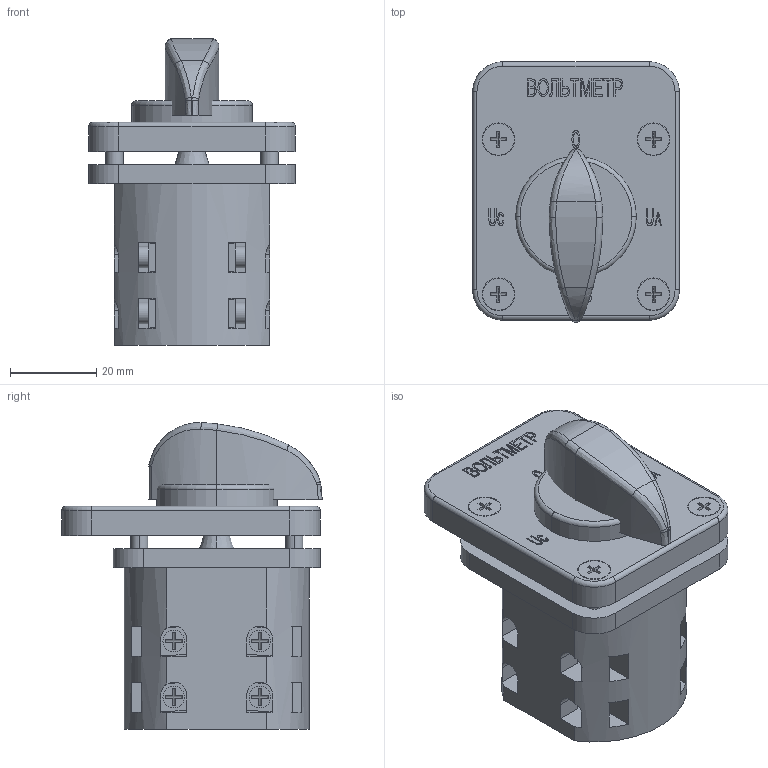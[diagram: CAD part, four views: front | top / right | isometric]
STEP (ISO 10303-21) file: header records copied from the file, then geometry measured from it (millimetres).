
FILE_DESCRIPTION (( 'STEP AP214' ), '1' );
FILE_NAME ('BCS14-010-4 Ïåðåêëþ÷àòåëü êóëà÷ê. ÏÊÏ10-44_O 10À Uc-O-Ua-Ub 4Ð_400Â.STEP', '2017-12-13T12:06:49', ( '' ), ( '' ), 'SwSTEP 2.0', 'SolidWorks 2014', '' );
FILE_SCHEMA (( 'AUTOMOTIVE_DESIGN' ));
Length unit declared in the file: millimetre
Products named in the file (1): BCS14-010-4 Ïåðåêëþ÷àòåëü êóëà÷ê. ÏÊÏ10-44_O 10À  Uc-O-Ua-Ub 4Ð_400Â
Bounding box: 48 x 60.5 x 71.24 mm (x, y, z)
Volume: 85262.5 mm3; surface area: 23826.1 mm2
Topology: 6 solids, 6 shells, 611 faces, 1535 edges, 992 vertices
Faces by surface type: plane 430, bspline 87, cylinder 85, torus 6, cone 2, sphere 1
Entity records: 22732 total; most frequent: CARTESIAN_POINT 8433, ORIENTED_EDGE 3066, DIRECTION 2609, EDGE_CURVE 1533, LINE 1139, VECTOR 1139, VERTEX_POINT 991, AXIS2_PLACEMENT_3D 735
